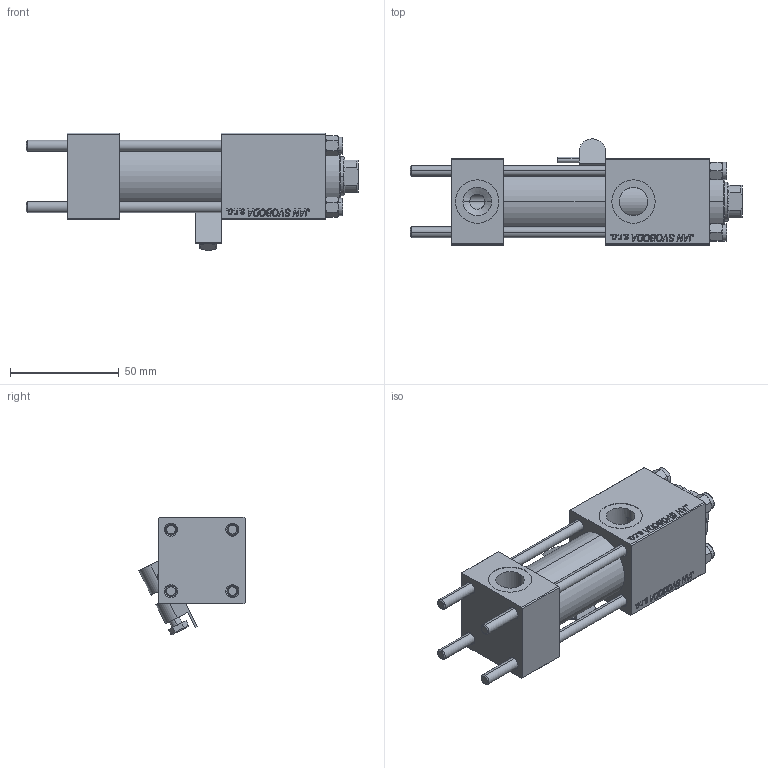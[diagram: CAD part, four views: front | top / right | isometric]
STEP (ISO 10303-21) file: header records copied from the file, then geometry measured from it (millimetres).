
FILE_DESCRIPTION (( 'STEP AP203' ), '1' );
FILE_NAME ('eb57.STEP', '2023-08-22T19:12:50', ( '' ), ( '' ), 'SwSTEP 2.0', 'SolidWorks 2019', '' );
FILE_SCHEMA (( 'CONFIG_CONTROL_DESIGN' ));
Length unit declared in the file: millimetre
Products named in the file (7): V215_VC_A 1b77f912bcfa51fe626c3c666bb8231c; V215CR_VCP 1b77f912bcfa51fe626c3c666bb8231c; eb57; NUT_M5 1b77f912bcfa51fe626c3c666bb8231c; V215CR_BODY_A 1b77f912bcfa51fe626c3c666bb8231c; CR025_012_A_0_G_A_G_M_020_+#_##_TYCINKA 1b77f912bcfa51fe626c3c666bb8231c; MSRF_MSRG1 1b77f912bcfa51fe626c3c666bb8231c
Assembly tree (12 placements, depth 2):
  eb57
    V215CR_BODY_A 1b77f912bcfa51fe626c3c666bb8231c
    CR025_012_A_0_G_A_G_M_020_+#_##_TYCINKA 1b77f912bcfa51fe626c3c666bb8231c  x4
    NUT_M5 1b77f912bcfa51fe626c3c666bb8231c  x4
    V215CR_VCP 1b77f912bcfa51fe626c3c666bb8231c
    V215_VC_A 1b77f912bcfa51fe626c3c666bb8231c
    MSRF_MSRG1 1b77f912bcfa51fe626c3c666bb8231c
Bounding box: 153 x 48.93 x 54.35 mm (x, y, z)
Volume: 155881.6 mm3; surface area: 63222.4 mm2
Topology: 12 solids, 12 shells, 1160 faces, 2920 edges, 1893 vertices
Faces by surface type: plane 534, bspline 392, cone 136, cylinder 90, torus 8
Entity records: 50767 total; most frequent: CARTESIAN_POINT 27197, ORIENTED_EDGE 5332, DIRECTION 3358, EDGE_CURVE 2666, VERTEX_POINT 1749, LINE 1634, VECTOR 1634, EDGE_LOOP 1169
